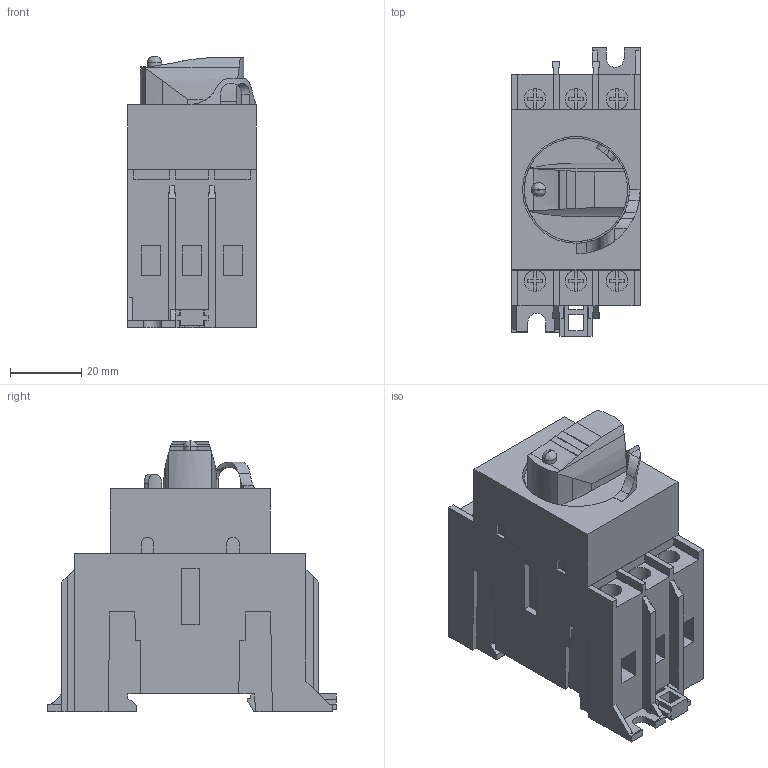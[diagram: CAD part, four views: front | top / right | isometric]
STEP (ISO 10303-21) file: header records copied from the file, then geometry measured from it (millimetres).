
FILE_DESCRIPTION((''),'2;1');
FILE_NAME('R9S24340_3D-SIMPLIFIED_ASM','2017-04-03T',('gpezzani'),(''),'PRO/ENGINEER BY PARAMETRIC TECHNOLOGY CORPORATION, 2014090','PRO/ENGINEER BY PARAMETRIC TECHNOLOGY CORPORATION, 2014090','');
FILE_SCHEMA(('CONFIG_CONTROL_DESIGN'));
Length unit declared in the file: inch
Products named in the file (6): BLOC; AGRAFE; BLOC-AVANT; BOUTON; R9S24340_3D-SIMPLIFIED-1_ASM; R9S24340_3D-SIMPLIFIED_ASM
Assembly tree (5 placements, depth 3):
  R9S24340_3D-SIMPLIFIED_ASM
    R9S24340_3D-SIMPLIFIED-1_ASM
      BLOC
      AGRAFE
      BLOC-AVANT
      BOUTON
Bounding box: 36 x 81 x 76.2 mm (x, y, z)
Volume: 121542.4 mm3; surface area: 35063.9 mm2
Topology: 4 solids, 4 shells, 482 faces, 1333 edges, 873 vertices
Faces by surface type: plane 403, cylinder 67, extrusion 10, bspline 2
Entity records: 15793 total; most frequent: CARTESIAN_POINT 3306, ORIENTED_EDGE 2666, DIRECTION 2390, EDGE_CURVE 1333, VECTOR 1132, LINE 1122, VERTEX_POINT 873, AXIS2_PLACEMENT_3D 629
